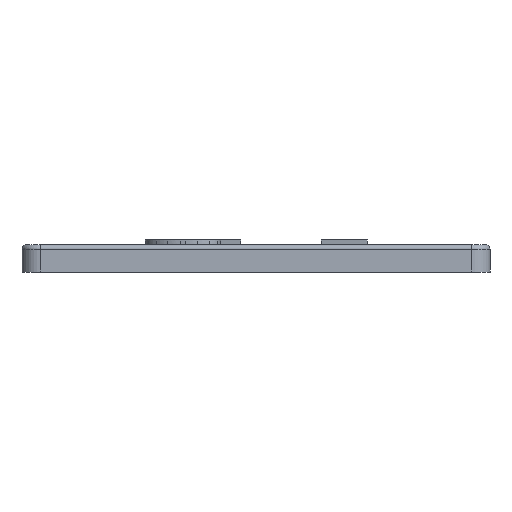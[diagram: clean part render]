
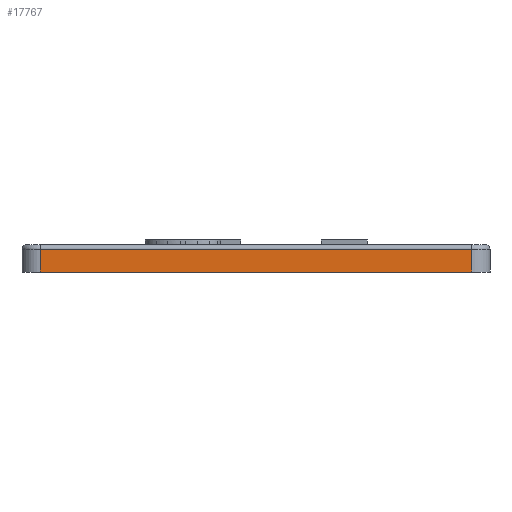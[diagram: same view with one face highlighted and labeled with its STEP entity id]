
A CAD part, left-side view. The second image highlights one B-rep face of the part: STEP entity #17767.
In plain terms, the highlighted planar face has unit normal (-1, 0, 0).
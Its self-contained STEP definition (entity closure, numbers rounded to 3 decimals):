
#73 = CYLINDRICAL_SURFACE('',#74,0.5);
#74 = AXIS2_PLACEMENT_3D('',#75,#76,#77);
#75 = CARTESIAN_POINT('',(-51.,23.5,50.5));
#76 = DIRECTION('',(0.,-1.,0.));
#77 = DIRECTION('',(-1.,0.,0.));
#8142 = VERTEX_POINT('',#8143);
#8143 = CARTESIAN_POINT('',(-51.5,23.5,50.5));
#8158 = CYLINDRICAL_SURFACE('',#8159,2.);
#8159 = AXIS2_PLACEMENT_3D('',#8160,#8161,#8162);
#8160 = CARTESIAN_POINT('',(-49.5,23.5,48.));
#8161 = DIRECTION('',(-0.,-0.,-1.));
#8162 = DIRECTION('',(1.,0.,0.));
#8254 = VERTEX_POINT('',#8255);
#8255 = CARTESIAN_POINT('',(-51.5,-23.5,50.5));
#8277 = EDGE_CURVE('',#8142,#8254,#8278,.T.);
#8278 = SURFACE_CURVE('',#8279,(#8283,#8290),.PCURVE_S1.);
#8279 = LINE('',#8280,#8281);
#8280 = CARTESIAN_POINT('',(-51.5,23.5,50.5));
#8281 = VECTOR('',#8282,1.);
#8282 = DIRECTION('',(0.,-1.,0.));
#8283 = PCURVE('',#73,#8284);
#8284 = DEFINITIONAL_REPRESENTATION('',(#8285),#8289);
#8285 = LINE('',#8286,#8287);
#8286 = CARTESIAN_POINT('',(-0.,0.));
#8287 = VECTOR('',#8288,1.);
#8288 = DIRECTION('',(-0.,1.));
#8289 = ( GEOMETRIC_REPRESENTATION_CONTEXT(2) 
PARAMETRIC_REPRESENTATION_CONTEXT() REPRESENTATION_CONTEXT('2D SPACE',''
  ) );
#8290 = PCURVE('',#8291,#8296);
#8291 = PLANE('',#8292);
#8292 = AXIS2_PLACEMENT_3D('',#8293,#8294,#8295);
#8293 = CARTESIAN_POINT('',(-51.5,23.5,48.));
#8294 = DIRECTION('',(1.,0.,0.));
#8295 = DIRECTION('',(0.,-1.,0.));
#8296 = DEFINITIONAL_REPRESENTATION('',(#8297),#8301);
#8297 = LINE('',#8298,#8299);
#8298 = CARTESIAN_POINT('',(0.,-2.5));
#8299 = VECTOR('',#8300,1.);
#8300 = DIRECTION('',(1.,0.));
#8301 = ( GEOMETRIC_REPRESENTATION_CONTEXT(2) 
PARAMETRIC_REPRESENTATION_CONTEXT() REPRESENTATION_CONTEXT('2D SPACE',''
  ) );
#8380 = CYLINDRICAL_SURFACE('',#8381,2.);
#8381 = AXIS2_PLACEMENT_3D('',#8382,#8383,#8384);
#8382 = CARTESIAN_POINT('',(-49.5,-23.5,48.));
#8383 = DIRECTION('',(-0.,-0.,-1.));
#8384 = DIRECTION('',(1.,0.,0.));
#17665 = EDGE_CURVE('',#17666,#8142,#17668,.T.);
#17666 = VERTEX_POINT('',#17667);
#17667 = CARTESIAN_POINT('',(-51.5,23.5,48.));
#17668 = SURFACE_CURVE('',#17669,(#17673,#17680),.PCURVE_S1.);
#17669 = LINE('',#17670,#17671);
#17670 = CARTESIAN_POINT('',(-51.5,23.5,48.));
#17671 = VECTOR('',#17672,1.);
#17672 = DIRECTION('',(0.,0.,1.));
#17673 = PCURVE('',#8158,#17674);
#17674 = DEFINITIONAL_REPRESENTATION('',(#17675),#17679);
#17675 = LINE('',#17676,#17677);
#17676 = CARTESIAN_POINT('',(-3.142,0.));
#17677 = VECTOR('',#17678,1.);
#17678 = DIRECTION('',(-0.,-1.));
#17679 = ( GEOMETRIC_REPRESENTATION_CONTEXT(2) 
PARAMETRIC_REPRESENTATION_CONTEXT() REPRESENTATION_CONTEXT('2D SPACE',''
  ) );
#17680 = PCURVE('',#8291,#17681);
#17681 = DEFINITIONAL_REPRESENTATION('',(#17682),#17686);
#17682 = LINE('',#17683,#17684);
#17683 = CARTESIAN_POINT('',(0.,0.));
#17684 = VECTOR('',#17685,1.);
#17685 = DIRECTION('',(0.,-1.));
#17686 = ( GEOMETRIC_REPRESENTATION_CONTEXT(2) 
PARAMETRIC_REPRESENTATION_CONTEXT() REPRESENTATION_CONTEXT('2D SPACE',''
  ) );
#17703 = PLANE('',#17704);
#17704 = AXIS2_PLACEMENT_3D('',#17705,#17706,#17707);
#17705 = CARTESIAN_POINT('',(0.,0.,48.));
#17706 = DIRECTION('',(-0.,-0.,-1.));
#17707 = DIRECTION('',(-1.,0.,0.));
#17767 = ADVANCED_FACE('',(#17768),#8291,.F.);
#17768 = FACE_BOUND('',#17769,.F.);
#17769 = EDGE_LOOP('',(#17770,#17771,#17772,#17795));
#17770 = ORIENTED_EDGE('',*,*,#17665,.T.);
#17771 = ORIENTED_EDGE('',*,*,#8277,.T.);
#17772 = ORIENTED_EDGE('',*,*,#17773,.F.);
#17773 = EDGE_CURVE('',#17774,#8254,#17776,.T.);
#17774 = VERTEX_POINT('',#17775);
#17775 = CARTESIAN_POINT('',(-51.5,-23.5,48.));
#17776 = SURFACE_CURVE('',#17777,(#17781,#17788),.PCURVE_S1.);
#17777 = LINE('',#17778,#17779);
#17778 = CARTESIAN_POINT('',(-51.5,-23.5,48.));
#17779 = VECTOR('',#17780,1.);
#17780 = DIRECTION('',(0.,0.,1.));
#17781 = PCURVE('',#8291,#17782);
#17782 = DEFINITIONAL_REPRESENTATION('',(#17783),#17787);
#17783 = LINE('',#17784,#17785);
#17784 = CARTESIAN_POINT('',(47.,0.));
#17785 = VECTOR('',#17786,1.);
#17786 = DIRECTION('',(0.,-1.));
#17787 = ( GEOMETRIC_REPRESENTATION_CONTEXT(2) 
PARAMETRIC_REPRESENTATION_CONTEXT() REPRESENTATION_CONTEXT('2D SPACE',''
  ) );
#17788 = PCURVE('',#8380,#17789);
#17789 = DEFINITIONAL_REPRESENTATION('',(#17790),#17794);
#17790 = LINE('',#17791,#17792);
#17791 = CARTESIAN_POINT('',(-3.142,0.));
#17792 = VECTOR('',#17793,1.);
#17793 = DIRECTION('',(-0.,-1.));
#17794 = ( GEOMETRIC_REPRESENTATION_CONTEXT(2) 
PARAMETRIC_REPRESENTATION_CONTEXT() REPRESENTATION_CONTEXT('2D SPACE',''
  ) );
#17795 = ORIENTED_EDGE('',*,*,#17796,.F.);
#17796 = EDGE_CURVE('',#17666,#17774,#17797,.T.);
#17797 = SURFACE_CURVE('',#17798,(#17802,#17809),.PCURVE_S1.);
#17798 = LINE('',#17799,#17800);
#17799 = CARTESIAN_POINT('',(-51.5,23.5,48.));
#17800 = VECTOR('',#17801,1.);
#17801 = DIRECTION('',(0.,-1.,0.));
#17802 = PCURVE('',#8291,#17803);
#17803 = DEFINITIONAL_REPRESENTATION('',(#17804),#17808);
#17804 = LINE('',#17805,#17806);
#17805 = CARTESIAN_POINT('',(0.,0.));
#17806 = VECTOR('',#17807,1.);
#17807 = DIRECTION('',(1.,0.));
#17808 = ( GEOMETRIC_REPRESENTATION_CONTEXT(2) 
PARAMETRIC_REPRESENTATION_CONTEXT() REPRESENTATION_CONTEXT('2D SPACE',''
  ) );
#17809 = PCURVE('',#17703,#17810);
#17810 = DEFINITIONAL_REPRESENTATION('',(#17811),#17815);
#17811 = LINE('',#17812,#17813);
#17812 = CARTESIAN_POINT('',(51.5,23.5));
#17813 = VECTOR('',#17814,1.);
#17814 = DIRECTION('',(0.,-1.));
#17815 = ( GEOMETRIC_REPRESENTATION_CONTEXT(2) 
PARAMETRIC_REPRESENTATION_CONTEXT() REPRESENTATION_CONTEXT('2D SPACE',''
  ) );
